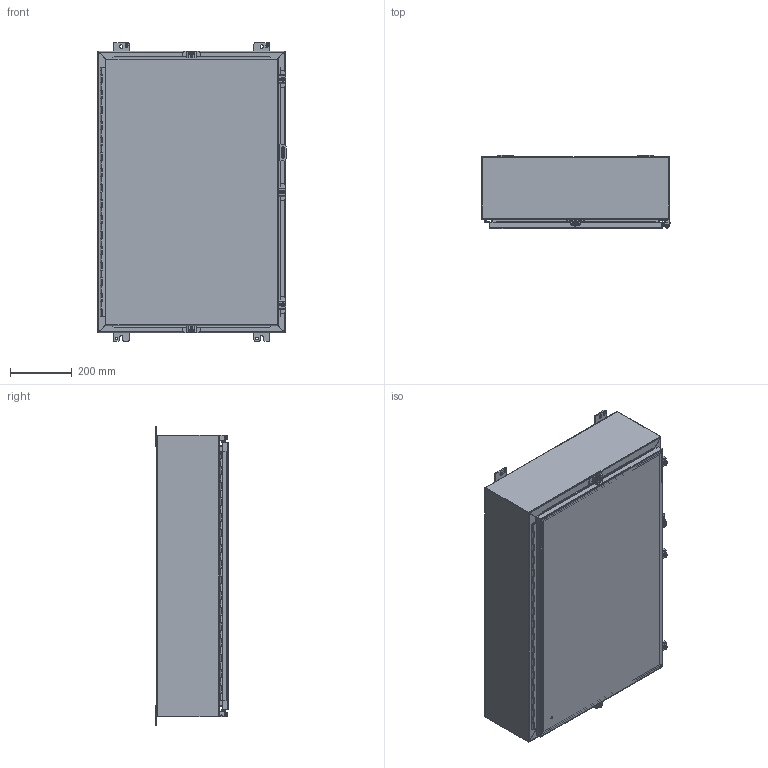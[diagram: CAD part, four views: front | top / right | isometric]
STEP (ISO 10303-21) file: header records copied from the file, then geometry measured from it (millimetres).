
FILE_DESCRIPTION (( 'STEP AP203' ), '1' );
FILE_NAME ('1418N4L8_Default.step', '2019-11-01T14:01:37', ( 'ADC123' ), ( 'Microsoft' ), 'SwSTEP 2.0', 'SolidWorks 2019', '' );
FILE_SCHEMA (( 'CONFIG_CONTROL_DESIGN' ));
Length unit declared in the file: inch
Products named in the file (1): 1418N4L8_Default
Bounding box: 612.8 x 239.7 x 971.55 mm (x, y, z)
Volume: 4987914.8 mm3; surface area: 5123249.9 mm2
Topology: 49 solids, 50 shells, 1727 faces, 4483 edges, 2902 vertices
Faces by surface type: plane 1017, cylinder 608, bspline 80, cone 22
Entity records: 55754 total; most frequent: CARTESIAN_POINT 13027, ORIENTED_EDGE 8958, DIRECTION 8761, EDGE_CURVE 4479, VECTOR 3077, LINE 3077, VERTEX_POINT 2902, AXIS2_PLACEMENT_3D 2842
